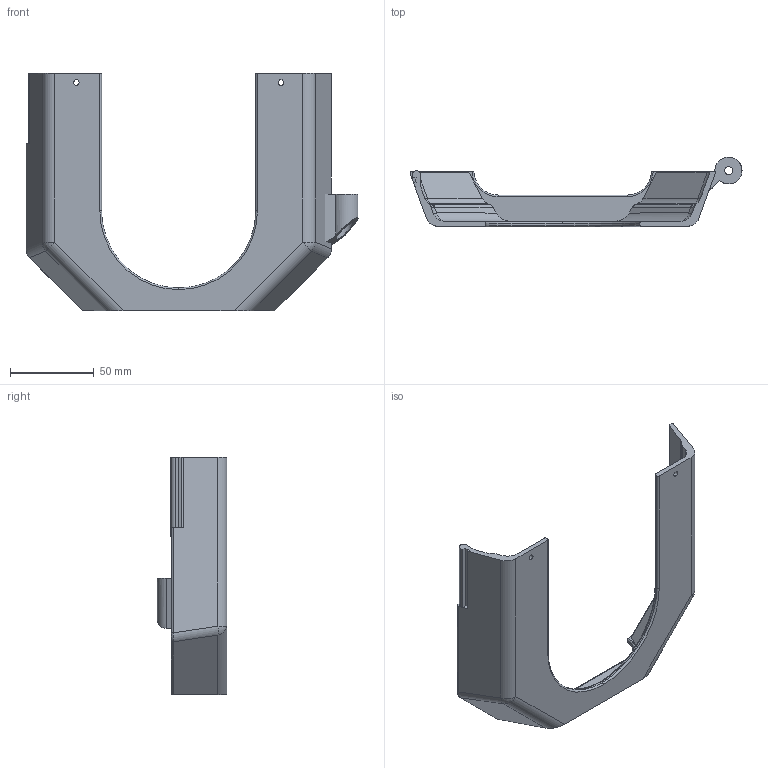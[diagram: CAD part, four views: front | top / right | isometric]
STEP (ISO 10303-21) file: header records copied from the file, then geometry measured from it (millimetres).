
FILE_DESCRIPTION(('FreeCAD Model'),'2;1');
FILE_NAME('LowerBack.step','2018-05-13T18:26:29',('Author'),(''), 'Open CASCADE STEP processor 6.9','FreeCAD','Unknown');
FILE_SCHEMA(('AUTOMOTIVE_DESIGN_CC2 { 1 2 10303 214 -1 1 5 4 }'));
Length unit declared in the file: millimetre
Products named in the file (2): ASSEMBLY; LowerBack
Assembly tree (1 placements, depth 2):
  ASSEMBLY
    LowerBack
Bounding box: 198.07 x 41.5 x 141.5 mm (x, y, z)
Volume: 77746.8 mm3; surface area: 46292.4 mm2
Topology: 1 solids, 1 shells, 116 faces, 300 edges, 182 vertices
Faces by surface type: plane 45, cylinder 44, bspline 16, torus 6, sphere 4, cone 1
Full cylindrical faces by diameter (mm): 4.8 x1, 10 x1
Entity records: 11390 total; most frequent: CARTESIAN_POINT 5862, DIRECTION 918, ORIENTED_EDGE 592, PCURVE 592, DEFINITIONAL_REPRESENTATION 592, LINE 525, VECTOR 525, EDGE_CURVE 296
